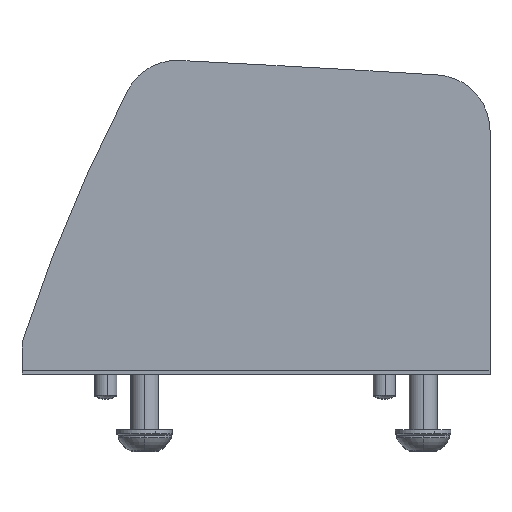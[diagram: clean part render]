
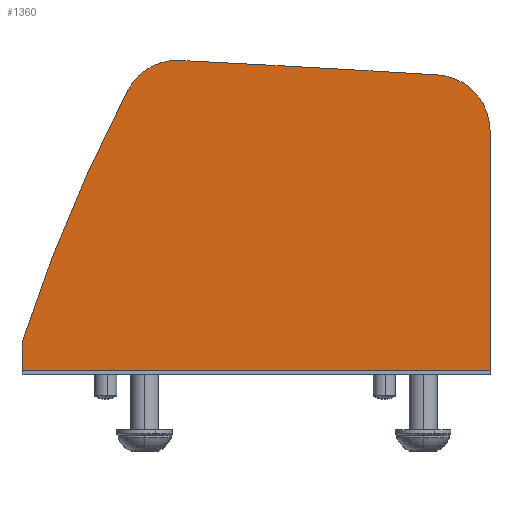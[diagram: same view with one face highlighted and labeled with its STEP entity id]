
A CAD part, top view. The second image highlights one B-rep face of the part: STEP entity #1360.
In plain terms, the highlighted planar face has unit normal (0, 0, 1).
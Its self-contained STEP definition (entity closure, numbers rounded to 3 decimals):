
#10 = VERTEX_POINT ( 'NONE', #3022 ) ;
#30 = DIRECTION ( 'NONE',  ( 0., 0., -1. ) ) ;
#165 = VERTEX_POINT ( 'NONE', #2800 ) ;
#174 = DIRECTION ( 'NONE',  ( 0., 0., 1. ) ) ;
#283 = CARTESIAN_POINT ( 'NONE',  ( -12.654, 27.686, 10. ) ) ;
#360 = CARTESIAN_POINT ( 'NONE',  ( -45., 28., 10. ) ) ;
#385 = VECTOR ( 'NONE', #3216, 1000. ) ;
#426 = AXIS2_PLACEMENT_3D ( 'NONE', #1522, #3483, #1281 ) ;
#467 = VECTOR ( 'NONE', #1416, 1000. ) ;
#487 = DIRECTION ( 'NONE',  ( -1., 0., 0. ) ) ;
#517 = CARTESIAN_POINT ( 'NONE',  ( 43., -28., 10. ) ) ;
#789 = CARTESIAN_POINT ( 'NONE',  ( -22.033, 22.303, 10. ) ) ;
#824 = CARTESIAN_POINT ( 'NONE',  ( 244.281, -115.817, 10. ) ) ;
#837 = VECTOR ( 'NONE', #2525, 1000. ) ;
#960 = EDGE_CURVE ( 'NONE', #10, #1111, #1158, .T. ) ;
#1087 = DIRECTION ( 'NONE',  ( 0., 0., 1. ) ) ;
#1111 = VERTEX_POINT ( 'NONE', #2604 ) ;
#1144 = ORIENTED_EDGE ( 'NONE', *, *, #2625, .T. ) ;
#1155 = CARTESIAN_POINT ( 'NONE',  ( -41., 28., 10. ) ) ;
#1158 = CIRCLE ( 'NONE', #426, 10. ) ;
#1168 = ORIENTED_EDGE ( 'NONE', *, *, #1808, .T. ) ;
#1186 = DIRECTION ( 'NONE',  ( -1., 0., 0. ) ) ;
#1190 = CIRCLE ( 'NONE', #1382, 300. ) ;
#1243 = CIRCLE ( 'NONE', #1640, 10. ) ;
#1281 = DIRECTION ( 'NONE',  ( -1., 0., 0. ) ) ;
#1284 = CARTESIAN_POINT ( 'NONE',  ( -41., -23., 10. ) ) ;
#1360 = ADVANCED_FACE ( 'NONE', ( #3021 ), #3378, .F. ) ;
#1382 = AXIS2_PLACEMENT_3D ( 'NONE', #824, #2760, #3311 ) ;
#1403 = ORIENTED_EDGE ( 'NONE', *, *, #1540, .T. ) ;
#1416 = DIRECTION ( 'NONE',  ( 0., -1., 0. ) ) ;
#1522 = CARTESIAN_POINT ( 'NONE',  ( 33., 15.111, 10. ) ) ;
#1540 = EDGE_CURVE ( 'NONE', #2026, #3202, #1243, .T. ) ;
#1640 = AXIS2_PLACEMENT_3D ( 'NONE', #2441, #1087, #487 ) ;
#1667 = LINE ( 'NONE', #3325, #837 ) ;
#1808 = EDGE_CURVE ( 'NONE', #1111, #2026, #2529, .T. ) ;
#1907 = ORIENTED_EDGE ( 'NONE', *, *, #2312, .T. ) ;
#1964 = VERTEX_POINT ( 'NONE', #517 ) ;
#2026 = VERTEX_POINT ( 'NONE', #283 ) ;
#2122 = CARTESIAN_POINT ( 'NONE',  ( -213.441, -3967.271, 10. ) ) ;
#2302 = ORIENTED_EDGE ( 'NONE', *, *, #2555, .T. ) ;
#2312 = EDGE_CURVE ( 'NONE', #1964, #10, #3256, .T. ) ;
#2441 = CARTESIAN_POINT ( 'NONE',  ( -13.156, 17.699, 10. ) ) ;
#2445 = AXIS2_PLACEMENT_3D ( 'NONE', #360, #30, #1186 ) ;
#2525 = DIRECTION ( 'NONE',  ( 1., 0., 0. ) ) ;
#2529 = CIRCLE ( 'NONE', #2987, 4000. ) ;
#2555 = EDGE_CURVE ( 'NONE', #3202, #3568, #1190, .T. ) ;
#2601 = EDGE_CURVE ( 'NONE', #3568, #165, #3291, .T. ) ;
#2604 = CARTESIAN_POINT ( 'NONE',  ( 33.618, 25.092, 10. ) ) ;
#2625 = EDGE_CURVE ( 'NONE', #165, #1964, #1667, .T. ) ;
#2728 = ORIENTED_EDGE ( 'NONE', *, *, #960, .T. ) ;
#2760 = DIRECTION ( 'NONE',  ( 0., 0., 1. ) ) ;
#2800 = CARTESIAN_POINT ( 'NONE',  ( -41., -28., 10. ) ) ;
#2980 = DIRECTION ( 'NONE',  ( -1., 0., 0. ) ) ;
#2987 = AXIS2_PLACEMENT_3D ( 'NONE', #2122, #174, #2980 ) ;
#3021 = FACE_OUTER_BOUND ( 'NONE', #3487, .T. ) ;
#3022 = CARTESIAN_POINT ( 'NONE',  ( 43., 15.111, 10. ) ) ;
#3072 = ORIENTED_EDGE ( 'NONE', *, *, #2601, .T. ) ;
#3196 = CARTESIAN_POINT ( 'NONE',  ( 43., -28., 10. ) ) ;
#3202 = VERTEX_POINT ( 'NONE', #789 ) ;
#3216 = DIRECTION ( 'NONE',  ( 0., 1., 0. ) ) ;
#3256 = LINE ( 'NONE', #3196, #385 ) ;
#3291 = LINE ( 'NONE', #1155, #467 ) ;
#3311 = DIRECTION ( 'NONE',  ( -1., 0., 0. ) ) ;
#3325 = CARTESIAN_POINT ( 'NONE',  ( -45., -28., 10. ) ) ;
#3378 = PLANE ( 'NONE',  #2445 ) ;
#3483 = DIRECTION ( 'NONE',  ( 0., 0., 1. ) ) ;
#3487 = EDGE_LOOP ( 'NONE', ( #1168, #1403, #2302, #3072, #1144, #1907, #2728 ) ) ;
#3568 = VERTEX_POINT ( 'NONE', #1284 ) ;
